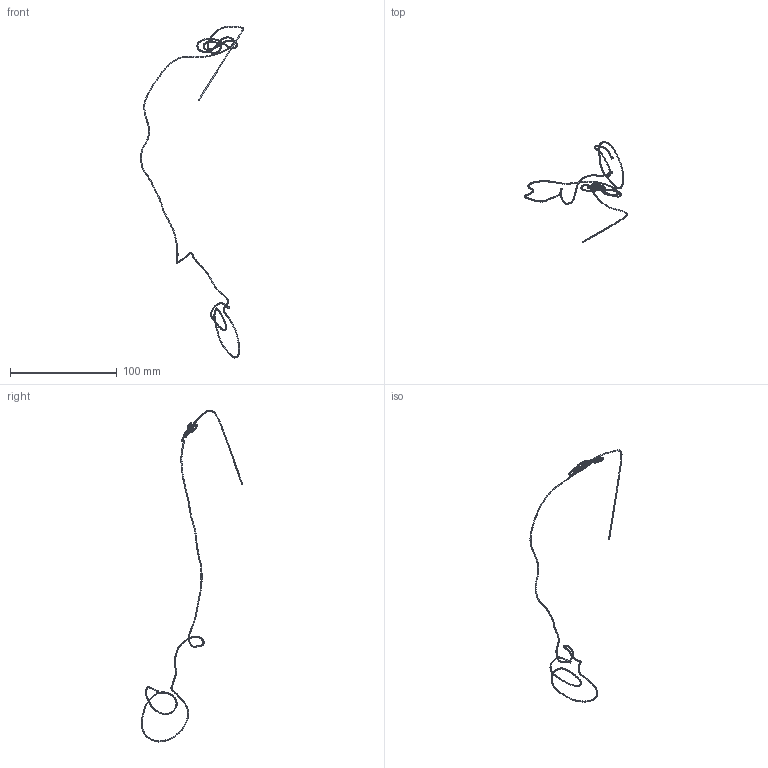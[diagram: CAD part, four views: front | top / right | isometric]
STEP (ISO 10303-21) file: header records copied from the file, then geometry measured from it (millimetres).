
FILE_DESCRIPTION(('STEP AP214'),'1');
FILE_NAME('Adult_DBS_02_Insulation.step','2024-02-05T21:57:29',(' '),('ANSOFT Corporation'),'Spatial InterOp 3D',' ',' ');
FILE_SCHEMA(('AUTOMOTIVE_DESIGN { 1 0 10303 214 1 1 1 1 }'));
Length unit declared in the file: millimetre
Products named in the file (1): Insulation
Bounding box: 96.57 x 95.04 x 310.95 mm (x, y, z)
Volume: 721.6 mm3; surface area: 2884.8 mm2
Topology: 1 solids, 1 shells, 1391 faces, 3622 edges, 2234 vertices
Faces by surface type: cylinder 1388, plane 3
Entity records: 43218 total; most frequent: DIRECTION 8640, CARTESIAN_POINT 7248, ORIENTED_EDGE 7244, AXIS2_PLACEMENT_3D 3626, EDGE_CURVE 3622, VERTEX_POINT 2234, ELLIPSE 2172, EDGE_LOOP 1392
